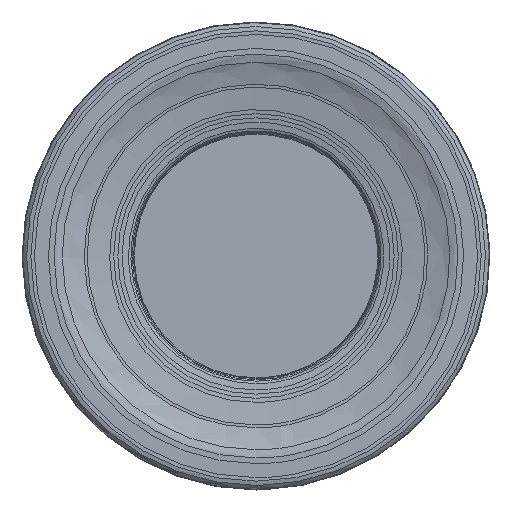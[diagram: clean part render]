
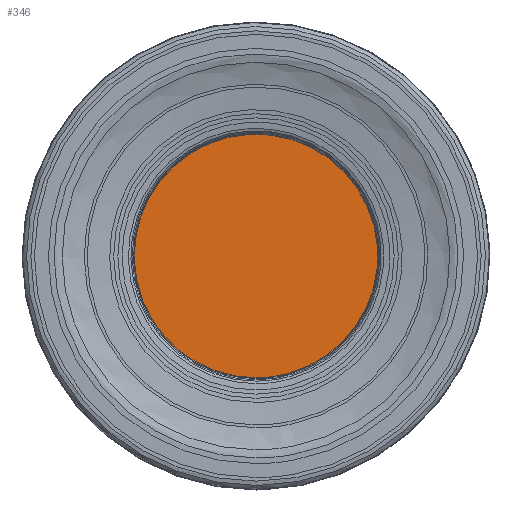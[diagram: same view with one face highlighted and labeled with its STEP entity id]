
A CAD part, left-side view. The second image highlights one B-rep face of the part: STEP entity #346.
In plain terms, the highlighted planar face has unit normal (-1, 0, 0).
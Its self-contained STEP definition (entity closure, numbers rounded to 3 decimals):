
#313=FACE_OUTER_BOUND('',#545,.T.);
#316=PLANE('',#960);
#346=ADVANCED_FACE('',(#313),#316,.F.);
#545=EDGE_LOOP('',(#663));
#663=ORIENTED_EDGE('',*,*,#824,.T.);
#765=VERTEX_POINT('',#1259);
#824=EDGE_CURVE('',#765,#765,#883,.T.);
#883=CIRCLE('',#958,10.609);
#958=AXIS2_PLACEMENT_3D('',#1258,#1072,#1073);
#960=AXIS2_PLACEMENT_3D('',#1261,#1076,#1077);
#1072=DIRECTION('',(-1.,0.,0.));
#1073=DIRECTION('',(0.,0.,1.));
#1076=DIRECTION('',(1.,0.,0.));
#1077=DIRECTION('',(0.,0.,-1.));
#1258=CARTESIAN_POINT('',(2.2,0.,0.));
#1259=CARTESIAN_POINT('',(2.2,0.,10.609));
#1261=CARTESIAN_POINT('',(2.2,10.609,0.));
